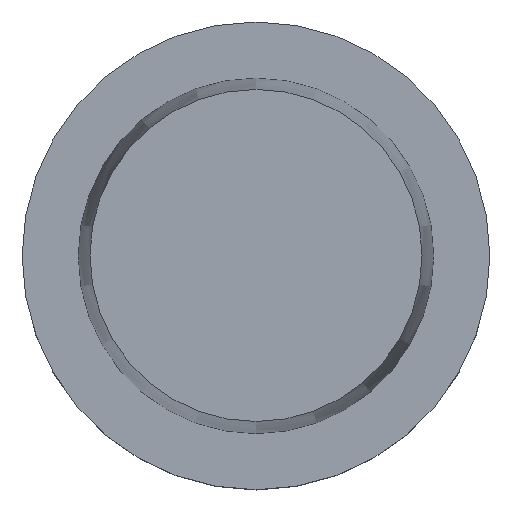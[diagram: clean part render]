
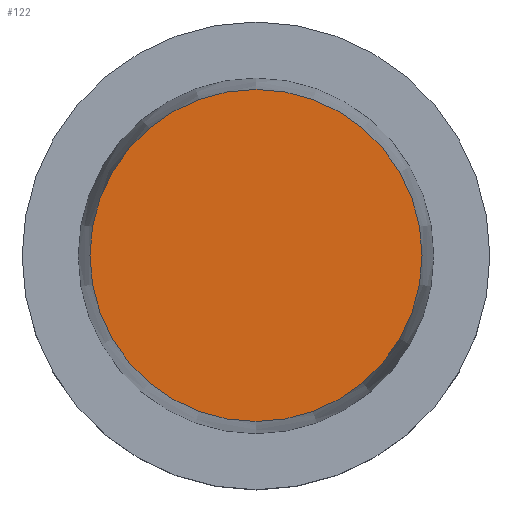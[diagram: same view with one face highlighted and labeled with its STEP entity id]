
A CAD part, top view. The second image highlights one B-rep face of the part: STEP entity #122.
In plain terms, the highlighted planar face has unit normal (0, 0, 1).
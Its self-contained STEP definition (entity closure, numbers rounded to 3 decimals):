
#122=ADVANCED_FACE('Unnamed[1]',(#283),#284,.T.);
#166=EDGE_CURVE('Unnamed[1]',#352,#352,#353,.T.);
#283=FACE_OUTER_BOUND('',#499,.T.);
#284=PLANE('',#500);
#352=VERTEX_POINT('',#585);
#353=CIRCLE('',#586,35.5);
#499=EDGE_LOOP('',(#719));
#500=AXIS2_PLACEMENT_3D('',#720,#721,#722);
#585=CARTESIAN_POINT('',(0.,35.5,50.0));
#586=AXIS2_PLACEMENT_3D('',#799,#800,#801);
#719=ORIENTED_EDGE('',*,*,#166,.F.);
#720=CARTESIAN_POINT('',(0.,17.75,50.0));
#721=DIRECTION('',(0.,0.,1.0));
#722=DIRECTION('',(0.,-1.0,0.));
#799=CARTESIAN_POINT('',(0.,0.,50.0));
#800=DIRECTION('',(0.,0.,-1.0));
#801=DIRECTION('',(0.,1.0,0.));
